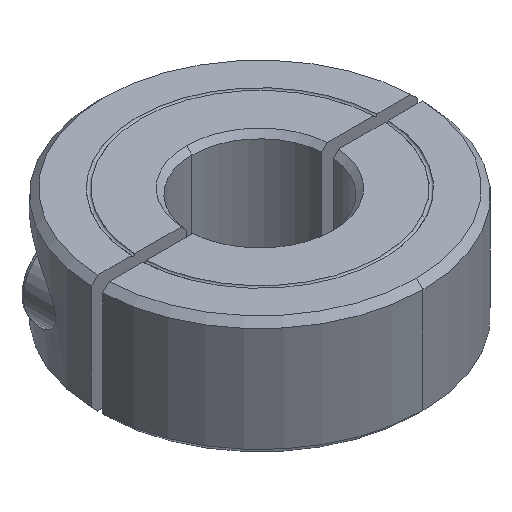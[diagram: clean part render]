
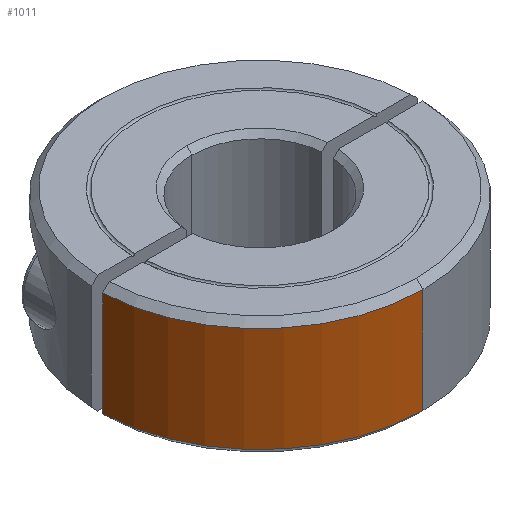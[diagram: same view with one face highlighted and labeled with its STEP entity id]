
A CAD part, isometric view. The second image highlights one B-rep face of the part: STEP entity #1011.
In plain terms, the highlighted cylindrical face has radius 18 mm (diameter 36 mm), a partial arc.
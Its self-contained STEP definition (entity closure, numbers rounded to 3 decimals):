
#703=EDGE_CURVE('',#1315,#847,#1843,.T.);
#775=EDGE_CURVE('',#1113,#1315,#1921,.T.);
#797=VERTEX_POINT('',#1945);
#825=EDGE_CURVE('',#797,#847,#1977,.T.);
#847=VERTEX_POINT('',#2004);
#1011=ADVANCED_FACE('',(#2186),#2187,.T.);
#1113=VERTEX_POINT('',#2300);
#1203=EDGE_CURVE('',#797,#1113,#2398,.T.);
#1315=VERTEX_POINT('',#2519);
#1843=LINE('',#3195,#3196);
#1921=CIRCLE('',#3323,18.0);
#1945=CARTESIAN_POINT('',(-17.989,-0.63,12.28));
#1977=CIRCLE('',#3429,18.0);
#2004=CARTESIAN_POINT('',(0.,-18.0,12.28));
#2186=FACE_OUTER_BOUND('',#3759,.T.);
#2187=CYLINDRICAL_SURFACE('',#3760,18.0);
#2300=CARTESIAN_POINT('',(-17.989,-0.63,0.72));
#2398=LINE('',#4070,#4071);
#2519=CARTESIAN_POINT('',(0.,-18.0,0.72));
#3195=CARTESIAN_POINT('',(0.,-18.0,6.5));
#3196=VECTOR('',#5200,1.0);
#3323=AXIS2_PLACEMENT_3D('',#5274,#5275,#5276);
#3429=AXIS2_PLACEMENT_3D('',#5348,#5349,#5350);
#3759=EDGE_LOOP('',(#5603,#5604,#5605,#5606));
#3760=AXIS2_PLACEMENT_3D('',#5607,#5608,#5609);
#4070=CARTESIAN_POINT('',(-17.989,-0.63,6.5));
#4071=VECTOR('',#5832,1.0);
#5200=DIRECTION('',(0.,0.,1.0));
#5274=CARTESIAN_POINT('',(0.,0.,0.72));
#5275=DIRECTION('',(0.,0.,1.0));
#5276=DIRECTION('',(0.0,-1.0,0.));
#5348=CARTESIAN_POINT('',(0.,0.,12.28));
#5349=DIRECTION('',(0.,0.,1.0));
#5350=DIRECTION('',(0.0,-1.0,0.));
#5603=ORIENTED_EDGE('',*,*,#703,.T.);
#5604=ORIENTED_EDGE('',*,*,#825,.F.);
#5605=ORIENTED_EDGE('',*,*,#1203,.T.);
#5606=ORIENTED_EDGE('',*,*,#775,.T.);
#5607=CARTESIAN_POINT('',(0.,0.,6.5));
#5608=DIRECTION('',(0.,0.,-1.0));
#5609=DIRECTION('',(0.0,-1.0,0.));
#5832=DIRECTION('',(0.,0.,-1.0));
